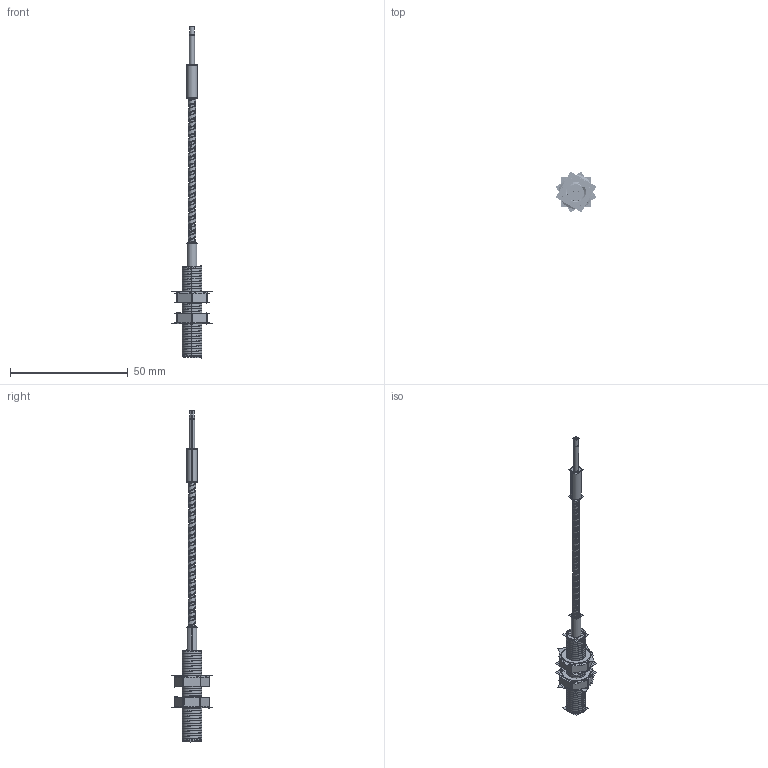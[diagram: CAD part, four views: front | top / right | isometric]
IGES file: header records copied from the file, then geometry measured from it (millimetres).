
Start section:  PTC IGES file: 195902.igs
Global section: file name: 195902.igs; native system: Creo Parametric by Parametric Technology Corporation; preprocessor: 2016010; author: PDMAdmin; organization: Unknown; date: 20160720.121036; units: millimetre
Bounding box: 17.23 x 17.23 x 140.79 mm (x, y, z)
Volume: 2717 mm3; surface area: 78227.3 mm2
Topology: 6 solids, 6 shells, 556 faces, 2786 edges, 3517 vertices
Faces by surface type: revolution 316, bspline 240
